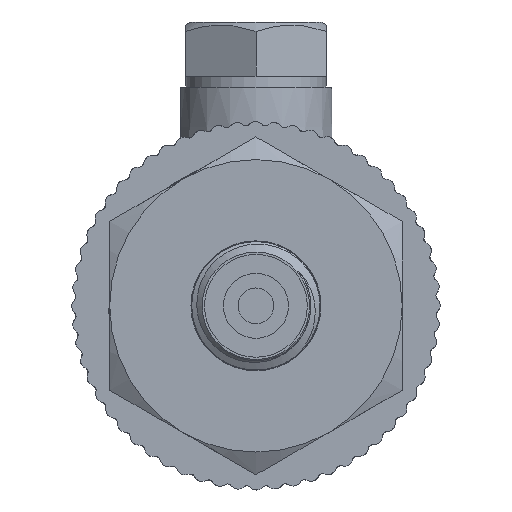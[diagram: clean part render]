
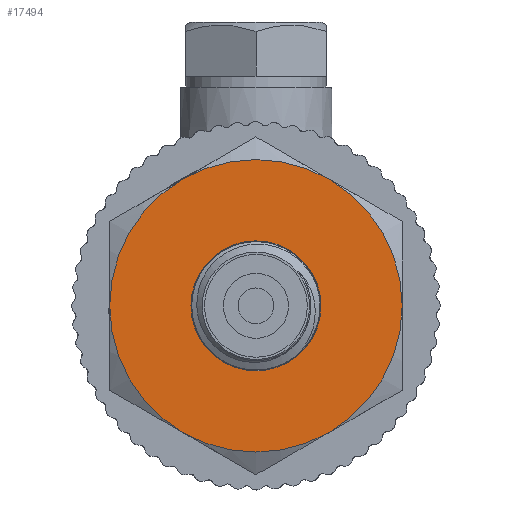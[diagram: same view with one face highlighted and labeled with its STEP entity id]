
A CAD part, left-side view. The second image highlights one B-rep face of the part: STEP entity #17494.
In plain terms, the highlighted face is planar.
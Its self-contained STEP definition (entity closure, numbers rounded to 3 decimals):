
#212=FACE_BOUND('',#2858,.T.);
#839=PLANE('',#18650);
#1829=FACE_OUTER_BOUND('',#2857,.T.);
#2857=EDGE_LOOP('',(#16160));
#2858=EDGE_LOOP('',(#16161));
#3413=CIRCLE('',#18649,13.5);
#3414=CIRCLE('',#18651,6.);
#8125=VERTEX_POINT('',#54829);
#8126=VERTEX_POINT('',#54833);
#10807=EDGE_CURVE('',#8125,#8125,#3413,.T.);
#10809=EDGE_CURVE('',#8126,#8126,#3414,.T.);
#16160=ORIENTED_EDGE('',*,*,#10807,.T.);
#16161=ORIENTED_EDGE('',*,*,#10809,.F.);
#17494=ADVANCED_FACE('',(#1829,#212),#839,.T.);
#18649=AXIS2_PLACEMENT_3D('',#54830,#21676,#21677);
#18650=AXIS2_PLACEMENT_3D('',#54832,#21679,#21680);
#18651=AXIS2_PLACEMENT_3D('',#54834,#21681,#21682);
#21676=DIRECTION('center_axis',(1.,0.,0.));
#21677=DIRECTION('ref_axis',(0.,0.,-1.));
#21679=DIRECTION('center_axis',(1.,0.,0.));
#21680=DIRECTION('ref_axis',(0.,0.,-1.));
#21681=DIRECTION('center_axis',(1.,0.,0.));
#21682=DIRECTION('ref_axis',(0.,0.,-1.));
#54829=CARTESIAN_POINT('',(-11.,-13.5,0.));
#54830=CARTESIAN_POINT('Origin',(-11.,0.,0.));
#54832=CARTESIAN_POINT('Origin',(-11.,6.,0.));
#54833=CARTESIAN_POINT('',(-11.,0.,6.));
#54834=CARTESIAN_POINT('Origin',(-11.,0.,0.));
